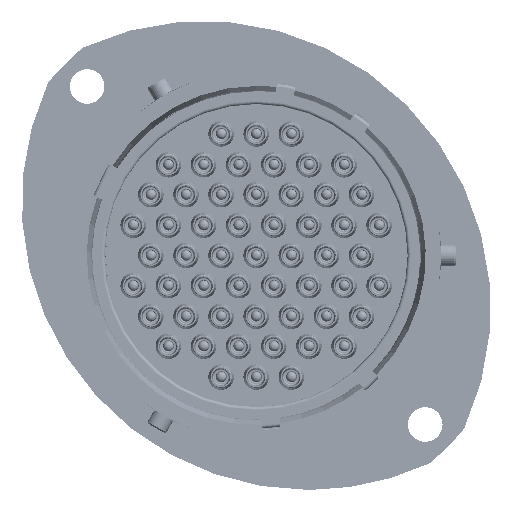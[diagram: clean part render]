
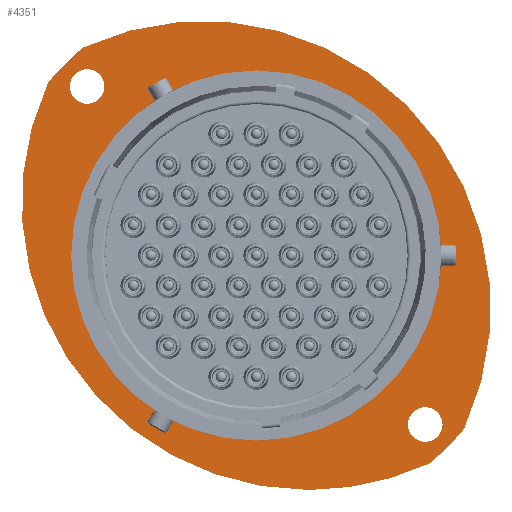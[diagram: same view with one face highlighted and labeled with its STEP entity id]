
A CAD part, left-side view. The second image highlights one B-rep face of the part: STEP entity #4351.
In plain terms, the highlighted planar face has unit normal (-1, 0, 0).
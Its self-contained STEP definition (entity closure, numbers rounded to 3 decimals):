
#1888 = DIRECTION ( 'NONE',  ( 0., 0., 1. ) ) ;
#2471 = CARTESIAN_POINT ( 'NONE',  ( 78.89, -4.172, -70.174 ) ) ;
#3337 = CARTESIAN_POINT ( 'NONE',  ( 78.89, 12.119, -50.621 ) ) ;
#3420 = FACE_BOUND ( 'NONE', #6969, .T. ) ;
#3810 = ORIENTED_EDGE ( 'NONE', *, *, #62139, .F. ) ;
#3944 = AXIS2_PLACEMENT_3D ( 'NONE', #3337, #100078, #12107 ) ;
#4154 = EDGE_CURVE ( 'NONE', #51069, #52711, #89465, .T. ) ;
#4351 = ADVANCED_FACE ( 'NONE', ( #29498, #51445, #3420, #21193 ), #94712, .F. ) ;
#4353 = EDGE_LOOP ( 'NONE', ( #57575, #33629, #78460, #58210, #96464 ) ) ;
#5129 = VERTEX_POINT ( 'NONE', #74702 ) ;
#6969 = EDGE_LOOP ( 'NONE', ( #92543, #110390 ) ) ;
#6974 = DIRECTION ( 'NONE',  ( 0., 0., -1. ) ) ;
#7080 = DIRECTION ( 'NONE',  ( -1., 0., 0. ) ) ;
#7180 = DIRECTION ( 'NONE',  ( -1., 0., 0. ) ) ;
#8427 = DIRECTION ( 'NONE',  ( -1., 0., 0. ) ) ;
#9417 = DIRECTION ( 'NONE',  ( 1., 0., 0. ) ) ;
#9751 = CARTESIAN_POINT ( 'NONE',  ( 78.89, 7.169, -45.671 ) ) ;
#9782 = DIRECTION ( 'NONE',  ( 0., 0., -1. ) ) ;
#9920 = EDGE_CURVE ( 'NONE', #103985, #77915, #53978, .T. ) ;
#10688 = EDGE_CURVE ( 'NONE', #77915, #70982, #49449, .T. ) ;
#12107 = DIRECTION ( 'NONE',  ( 0., 0., 1. ) ) ;
#12276 = DIRECTION ( 'NONE',  ( 0., 0., -1. ) ) ;
#13570 = AXIS2_PLACEMENT_3D ( 'NONE', #103802, #50865, #106471 ) ;
#17578 = CIRCLE ( 'NONE', #48210, 17.405 ) ;
#17968 = DIRECTION ( 'NONE',  ( 0., 0., -1. ) ) ;
#18489 = CIRCLE ( 'NONE', #72440, 27. ) ;
#19111 = DIRECTION ( 'NONE',  ( -1., 0., 0. ) ) ;
#21193 = FACE_OUTER_BOUND ( 'NONE', #4353, .T. ) ;
#22552 = CIRCLE ( 'NONE', #58952, 1.625 ) ;
#24710 = DIRECTION ( 'NONE',  ( 0., 0., -1. ) ) ;
#25688 = DIRECTION ( 'NONE',  ( 0., 0., -1. ) ) ;
#27577 = VERTEX_POINT ( 'NONE', #85838 ) ;
#29498 = FACE_BOUND ( 'NONE', #74065, .T. ) ;
#33136 = CARTESIAN_POINT ( 'NONE',  ( 78.89, 12.119, -50.621 ) ) ;
#33629 = ORIENTED_EDGE ( 'NONE', *, *, #9920, .T. ) ;
#34531 = CARTESIAN_POINT ( 'NONE',  ( 78.89, -3.774, -66.513 ) ) ;
#35117 = AXIS2_PLACEMENT_3D ( 'NONE', #60875, #9417, #9782 ) ;
#41237 = AXIS2_PLACEMENT_3D ( 'NONE', #50778, #94551, #6974 ) ;
#41960 = CIRCLE ( 'NONE', #13570, 17.405 ) ;
#42074 = VERTEX_POINT ( 'NONE', #101485 ) ;
#42372 = DIRECTION ( 'NONE',  ( -1., 0., 0. ) ) ;
#42510 = VERTEX_POINT ( 'NONE', #48254 ) ;
#43402 = CARTESIAN_POINT ( 'NONE',  ( 78.89, -3.774, -66.513 ) ) ;
#43686 = EDGE_CURVE ( 'NONE', #42074, #42510, #41960, .T. ) ;
#43690 = DIRECTION ( 'NONE',  ( 0., 0., -1. ) ) ;
#43698 = EDGE_CURVE ( 'NONE', #27577, #103985, #18489, .T. ) ;
#47339 = EDGE_LOOP ( 'NONE', ( #3810, #90719 ) ) ;
#48210 = AXIS2_PLACEMENT_3D ( 'NONE', #33136, #42372, #50460 ) ;
#48254 = CARTESIAN_POINT ( 'NONE',  ( 78.89, 12.119, -33.216 ) ) ;
#49449 = CIRCLE ( 'NONE', #65755, 25.45 ) ;
#49581 = CARTESIAN_POINT ( 'NONE',  ( 78.89, 7.169, -72.671 ) ) ;
#50460 = DIRECTION ( 'NONE',  ( 0., 0., 1. ) ) ;
#50778 = CARTESIAN_POINT ( 'NONE',  ( 78.89, 17.068, -55.571 ) ) ;
#50865 = DIRECTION ( 'NONE',  ( -1., 0., 0. ) ) ;
#50949 = AXIS2_PLACEMENT_3D ( 'NONE', #34531, #78270, #17968 ) ;
#50971 = DIRECTION ( 'NONE',  ( 0., 0., -1. ) ) ;
#51069 = VERTEX_POINT ( 'NONE', #111278 ) ;
#51445 = FACE_BOUND ( 'NONE', #47339, .T. ) ;
#51564 = EDGE_CURVE ( 'NONE', #5129, #110976, #22552, .T. ) ;
#51751 = DIRECTION ( 'NONE',  ( -1., 0., 0. ) ) ;
#52711 = VERTEX_POINT ( 'NONE', #79564 ) ;
#52991 = ORIENTED_EDGE ( 'NONE', *, *, #103137, .F. ) ;
#53978 = CIRCLE ( 'NONE', #93563, 27. ) ;
#54027 = AXIS2_PLACEMENT_3D ( 'NONE', #67489, #7180, #50971 ) ;
#57575 = ORIENTED_EDGE ( 'NONE', *, *, #43698, .T. ) ;
#58210 = ORIENTED_EDGE ( 'NONE', *, *, #98016, .T. ) ;
#58952 = AXIS2_PLACEMENT_3D ( 'NONE', #43402, #8427, #25688 ) ;
#60875 = CARTESIAN_POINT ( 'NONE',  ( 78.89, 29.524, -50.621 ) ) ;
#62139 = EDGE_CURVE ( 'NONE', #52711, #51069, #82578, .T. ) ;
#64906 = CARTESIAN_POINT ( 'NONE',  ( 78.89, 7.169, -45.671 ) ) ;
#65755 = AXIS2_PLACEMENT_3D ( 'NONE', #72139, #19111, #1888 ) ;
#66791 = CARTESIAN_POINT ( 'NONE',  ( 78.89, 28.011, -34.729 ) ) ;
#67489 = CARTESIAN_POINT ( 'NONE',  ( 78.89, 28.011, -34.729 ) ) ;
#68191 = CARTESIAN_POINT ( 'NONE',  ( 78.89, -3.774, -64.888 ) ) ;
#70982 = VERTEX_POINT ( 'NONE', #77845 ) ;
#72139 = CARTESIAN_POINT ( 'NONE',  ( 78.89, 12.119, -50.621 ) ) ;
#72440 = AXIS2_PLACEMENT_3D ( 'NONE', #9751, #7080, #24710 ) ;
#74065 = EDGE_LOOP ( 'NONE', ( #93785, #52991 ) ) ;
#74090 = DIRECTION ( 'NONE',  ( -1., 0., 0. ) ) ;
#74702 = CARTESIAN_POINT ( 'NONE',  ( 78.89, -3.774, -68.138 ) ) ;
#76063 = CIRCLE ( 'NONE', #41237, 27. ) ;
#77500 = CIRCLE ( 'NONE', #3944, 25.45 ) ;
#77845 = CARTESIAN_POINT ( 'NONE',  ( 78.89, -7.435, -66.911 ) ) ;
#77915 = VERTEX_POINT ( 'NONE', #2471 ) ;
#78126 = EDGE_CURVE ( 'NONE', #42510, #42074, #17578, .T. ) ;
#78270 = DIRECTION ( 'NONE',  ( -1., 0., 0. ) ) ;
#78460 = ORIENTED_EDGE ( 'NONE', *, *, #10688, .T. ) ;
#79564 = CARTESIAN_POINT ( 'NONE',  ( 78.89, 28.011, -36.354 ) ) ;
#82578 = CIRCLE ( 'NONE', #54027, 1.625 ) ;
#83239 = CARTESIAN_POINT ( 'NONE',  ( 78.89, 28.409, -31.068 ) ) ;
#85838 = CARTESIAN_POINT ( 'NONE',  ( 78.89, 31.672, -34.33 ) ) ;
#89465 = CIRCLE ( 'NONE', #113811, 1.625 ) ;
#89766 = EDGE_CURVE ( 'NONE', #103418, #27577, #77500, .T. ) ;
#90719 = ORIENTED_EDGE ( 'NONE', *, *, #4154, .F. ) ;
#92543 = ORIENTED_EDGE ( 'NONE', *, *, #78126, .F. ) ;
#93563 = AXIS2_PLACEMENT_3D ( 'NONE', #64906, #74090, #12276 ) ;
#93785 = ORIENTED_EDGE ( 'NONE', *, *, #51564, .F. ) ;
#94551 = DIRECTION ( 'NONE',  ( -1., 0., 0. ) ) ;
#94712 = PLANE ( 'NONE',  #35117 ) ;
#96464 = ORIENTED_EDGE ( 'NONE', *, *, #89766, .T. ) ;
#98016 = EDGE_CURVE ( 'NONE', #70982, #103418, #76063, .T. ) ;
#98966 = CIRCLE ( 'NONE', #50949, 1.625 ) ;
#100078 = DIRECTION ( 'NONE',  ( -1., 0., 0. ) ) ;
#101485 = CARTESIAN_POINT ( 'NONE',  ( 78.89, 12.119, -68.026 ) ) ;
#103137 = EDGE_CURVE ( 'NONE', #110976, #5129, #98966, .T. ) ;
#103418 = VERTEX_POINT ( 'NONE', #83239 ) ;
#103802 = CARTESIAN_POINT ( 'NONE',  ( 78.89, 12.119, -50.621 ) ) ;
#103985 = VERTEX_POINT ( 'NONE', #49581 ) ;
#106471 = DIRECTION ( 'NONE',  ( 0., 0., 1. ) ) ;
#110390 = ORIENTED_EDGE ( 'NONE', *, *, #43686, .F. ) ;
#110976 = VERTEX_POINT ( 'NONE', #68191 ) ;
#111278 = CARTESIAN_POINT ( 'NONE',  ( 78.89, 28.011, -33.104 ) ) ;
#113811 = AXIS2_PLACEMENT_3D ( 'NONE', #66791, #51751, #43690 ) ;
